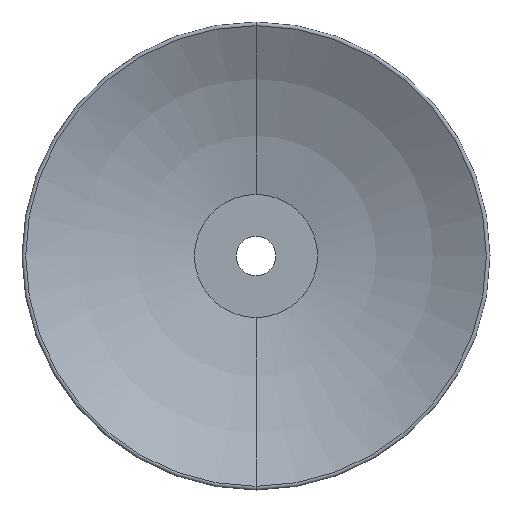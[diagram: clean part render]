
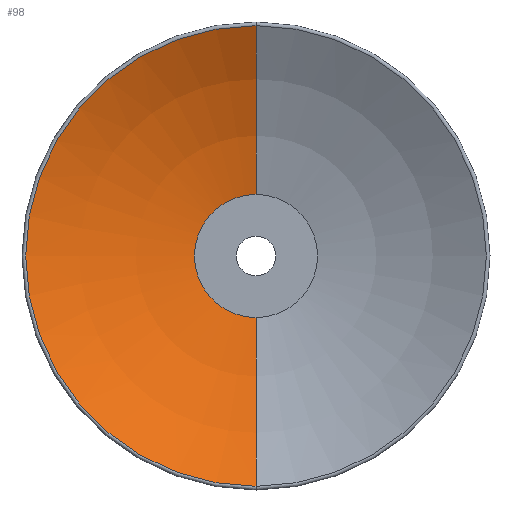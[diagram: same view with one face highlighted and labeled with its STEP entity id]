
A CAD part, front view. The second image highlights one B-rep face of the part: STEP entity #98.
In plain terms, the highlighted toroidal (fillet/blend) face has major radius 1.056 mm and minor radius 95 mm.
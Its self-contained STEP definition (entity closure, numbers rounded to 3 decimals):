
#98=ADVANCED_FACE('',(#254),#255,.F.);
#254=FACE_OUTER_BOUND('',#472,.T.);
#255=TOROIDAL_SURFACE('',#473,-1.056,95.0);
#472=EDGE_LOOP('',(#4188,#4189,#4190,#4191));
#473=AXIS2_PLACEMENT_3D('',#4192,#4193,#4194);
#4188=ORIENTED_EDGE('',*,*,#4706,.F.);
#4189=ORIENTED_EDGE('',*,*,#4707,.T.);
#4190=ORIENTED_EDGE('',*,*,#4701,.T.);
#4191=ORIENTED_EDGE('',*,*,#4708,.F.);
#4192=CARTESIAN_POINT('',(0.0,-120.028,0.0));
#4193=DIRECTION('',(0.0,1.0,0.0));
#4194=DIRECTION('',(0.0,0.0,1.0));
#4701=EDGE_CURVE('',#4954,#4955,#4956,.T.);
#4706=EDGE_CURVE('',#4963,#4964,#4965,.T.);
#4707=EDGE_CURVE('',#4963,#4954,#4966,.T.);
#4708=EDGE_CURVE('',#4964,#4955,#4967,.T.);
#4954=VERTEX_POINT('',#5324);
#4955=VERTEX_POINT('',#5325);
#4956=CIRCLE('',#5326,12.5);
#4963=VERTEX_POINT('',#5335);
#4964=VERTEX_POINT('',#5336);
#4965=CIRCLE('',#5337,46.748);
#4966=CIRCLE('',#5338,95.0);
#4967=CIRCLE('',#5339,95.0);
#5324=CARTESIAN_POINT('',(0.,-26.0,-12.5));
#5325=CARTESIAN_POINT('',(0.0,-26.0,12.5));
#5326=AXIS2_PLACEMENT_3D('',#7142,#7143,#7144);
#5335=CARTESIAN_POINT('',(0.,-37.932,-46.748));
#5336=CARTESIAN_POINT('',(0.0,-37.932,46.748));
#5337=AXIS2_PLACEMENT_3D('',#7150,#7151,#7152);
#5338=AXIS2_PLACEMENT_3D('',#7153,#7154,#7155);
#5339=AXIS2_PLACEMENT_3D('',#7156,#7157,#7158);
#7142=CARTESIAN_POINT('',(0.0,-26.0,0.0));
#7143=DIRECTION('',(0.0,1.0,0.0));
#7144=DIRECTION('',(0.0,0.0,1.0));
#7150=CARTESIAN_POINT('',(0.0,-37.932,0.0));
#7151=DIRECTION('',(0.0,1.0,0.0));
#7152=DIRECTION('',(0.0,0.0,1.0));
#7153=CARTESIAN_POINT('',(0.,-120.028,1.056));
#7154=DIRECTION('',(1.0,0.0,0.));
#7155=DIRECTION('',(0.,0.0,-1.0));
#7156=CARTESIAN_POINT('',(0.0,-120.028,-1.056));
#7157=DIRECTION('',(-1.0,0.0,0.0));
#7158=DIRECTION('',(0.0,0.0,1.0));
